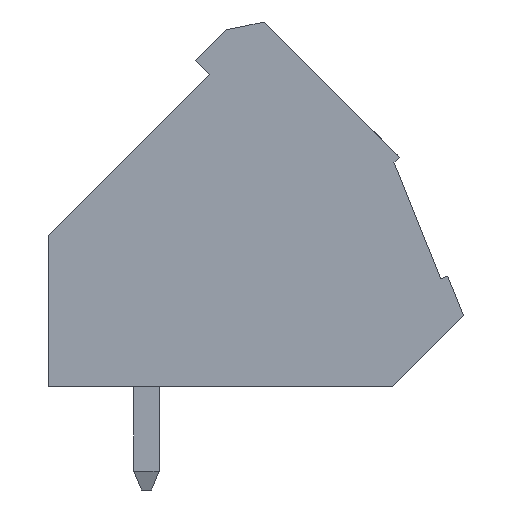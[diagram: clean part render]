
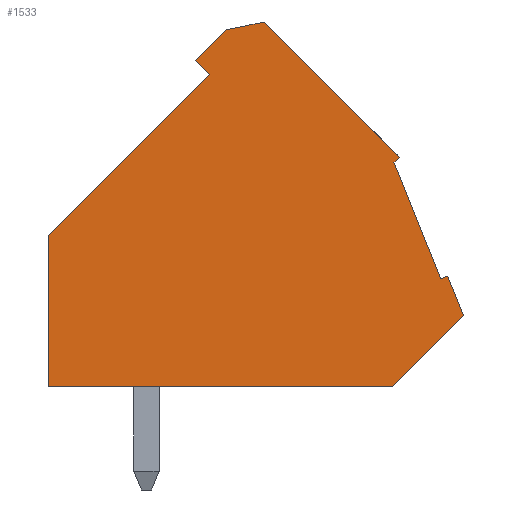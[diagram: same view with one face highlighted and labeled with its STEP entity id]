
A CAD part, left-side view. The second image highlights one B-rep face of the part: STEP entity #1533.
In plain terms, the highlighted planar face has unit normal (-1, 0, 0).
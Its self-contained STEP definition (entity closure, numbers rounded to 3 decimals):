
#1533 = ADVANCED_FACE( '', ( #3354 ), #3355, .F. );
#3354 = FACE_OUTER_BOUND( '', #5510, .T. );
#3355 = PLANE( '', #5511 );
#5510 = EDGE_LOOP( '', ( #9785, #9786, #9787, #9788, #9789, #9790, #9791, #9792, #9793, #9794, #9795, #9796 ) );
#5511 = AXIS2_PLACEMENT_3D( '', #9797, #9798, #9799 );
#9785 = ORIENTED_EDGE( '', *, *, #13796, .F. );
#9786 = ORIENTED_EDGE( '', *, *, #15205, .F. );
#9787 = ORIENTED_EDGE( '', *, *, #14231, .F. );
#9788 = ORIENTED_EDGE( '', *, *, #13718, .F. );
#9789 = ORIENTED_EDGE( '', *, *, #15206, .F. );
#9790 = ORIENTED_EDGE( '', *, *, #15207, .F. );
#9791 = ORIENTED_EDGE( '', *, *, #15208, .F. );
#9792 = ORIENTED_EDGE( '', *, *, #15209, .F. );
#9793 = ORIENTED_EDGE( '', *, *, #15210, .F. );
#9794 = ORIENTED_EDGE( '', *, *, #15211, .F. );
#9795 = ORIENTED_EDGE( '', *, *, #15121, .F. );
#9796 = ORIENTED_EDGE( '', *, *, #14006, .F. );
#9797 = CARTESIAN_POINT( '', ( -41.34, 0., 0. ) );
#9798 = DIRECTION( '', ( 1., 0., 0. ) );
#9799 = DIRECTION( '', ( 0., 0., -1. ) );
#13718 = EDGE_CURVE( '', #16630, #16632, #16633, .T. );
#13796 = EDGE_CURVE( '', #16767, #16769, #16770, .T. );
#14006 = EDGE_CURVE( '', #16769, #17146, #17147, .T. );
#14231 = EDGE_CURVE( '', #16632, #17519, #17520, .T. );
#15121 = EDGE_CURVE( '', #17146, #18900, #18901, .T. );
#15205 = EDGE_CURVE( '', #17519, #16767, #19019, .T. );
#15206 = EDGE_CURVE( '', #19020, #16630, #19021, .T. );
#15207 = EDGE_CURVE( '', #19022, #19020, #19023, .T. );
#15208 = EDGE_CURVE( '', #19024, #19022, #19025, .T. );
#15209 = EDGE_CURVE( '', #19026, #19024, #19027, .T. );
#15210 = EDGE_CURVE( '', #19028, #19026, #19029, .T. );
#15211 = EDGE_CURVE( '', #18900, #19028, #19030, .T. );
#16630 = VERTEX_POINT( '', #20869 );
#16632 = VERTEX_POINT( '', #20872 );
#16633 = LINE( '', #20873, #20874 );
#16767 = VERTEX_POINT( '', #21060 );
#16769 = VERTEX_POINT( '', #21063 );
#16770 = LINE( '', #21064, #21065 );
#17146 = VERTEX_POINT( '', #21615 );
#17147 = LINE( '', #21616, #21617 );
#17519 = VERTEX_POINT( '', #22159 );
#17520 = LINE( '', #22160, #22161 );
#18900 = VERTEX_POINT( '', #24236 );
#18901 = LINE( '', #24237, #24238 );
#19019 = LINE( '', #24437, #24438 );
#19020 = VERTEX_POINT( '', #24439 );
#19021 = LINE( '', #24440, #24441 );
#19022 = VERTEX_POINT( '', #24442 );
#19023 = LINE( '', #24443, #24444 );
#19024 = VERTEX_POINT( '', #24445 );
#19025 = LINE( '', #24446, #24447 );
#19026 = VERTEX_POINT( '', #24448 );
#19027 = LINE( '', #24449, #24450 );
#19028 = VERTEX_POINT( '', #24451 );
#19029 = LINE( '', #24452, #24453 );
#19030 = LINE( '', #24454, #24455 );
#20869 = CARTESIAN_POINT( '', ( -41.34, -6.897, 5.914 ) );
#20872 = CARTESIAN_POINT( '', ( -41.34, -8.752, 1.294 ) );
#20873 = CARTESIAN_POINT( '', ( -41.34, -6.897, 5.914 ) );
#20874 = VECTOR( '', #26379, 1000. );
#21060 = CARTESIAN_POINT( '', ( -41.34, -9.664, -0.172 ) );
#21063 = CARTESIAN_POINT( '', ( -41.34, -6.836, -3. ) );
#21064 = CARTESIAN_POINT( '', ( -41.34, -9.664, -0.172 ) );
#21065 = VECTOR( '', #26466, 1000. );
#21615 = CARTESIAN_POINT( '', ( -41.34, 6.836, -3. ) );
#21616 = CARTESIAN_POINT( '', ( -41.34, -6.836, -3. ) );
#21617 = VECTOR( '', #26668, 1000. );
#22159 = CARTESIAN_POINT( '', ( -41.34, -9.031, 1.406 ) );
#22160 = CARTESIAN_POINT( '', ( -41.34, -8.752, 1.294 ) );
#22161 = VECTOR( '', #26893, 1000. );
#24236 = CARTESIAN_POINT( '', ( -41.34, 6.836, 3. ) );
#24237 = CARTESIAN_POINT( '', ( -41.34, 6.836, -3. ) );
#24238 = VECTOR( '', #27742, 1000. );
#24437 = CARTESIAN_POINT( '', ( -41.34, -9.031, 1.406 ) );
#24438 = VECTOR( '', #27806, 1000. );
#24439 = CARTESIAN_POINT( '', ( -41.34, -7.109, 6.126 ) );
#24440 = CARTESIAN_POINT( '', ( -41.34, -7.109, 6.126 ) );
#24441 = VECTOR( '', #27807, 1000. );
#24442 = CARTESIAN_POINT( '', ( -41.34, -1.735, 11.5 ) );
#24443 = CARTESIAN_POINT( '', ( -41.34, -1.735, 11.5 ) );
#24444 = VECTOR( '', #27808, 1000. );
#24445 = CARTESIAN_POINT( '', ( -41.34, -0.215, 11.182 ) );
#24446 = CARTESIAN_POINT( '', ( -41.34, -0.215, 11.182 ) );
#24447 = VECTOR( '', #27809, 1000. );
#24448 = CARTESIAN_POINT( '', ( -41.34, 0.987, 9.98 ) );
#24449 = CARTESIAN_POINT( '', ( -41.34, 0.987, 9.98 ) );
#24450 = VECTOR( '', #27810, 1000. );
#24451 = CARTESIAN_POINT( '', ( -41.34, 0.422, 9.414 ) );
#24452 = CARTESIAN_POINT( '', ( -41.34, 0.422, 9.414 ) );
#24453 = VECTOR( '', #27811, 1000. );
#24454 = CARTESIAN_POINT( '', ( -41.34, 6.836, 3. ) );
#24455 = VECTOR( '', #27812, 1000. );
#26379 = DIRECTION( '', ( 0., -0.373, -0.928 ) );
#26466 = DIRECTION( '', ( 0., 0.707, -0.707 ) );
#26668 = DIRECTION( '', ( 0., 1., 0. ) );
#26893 = DIRECTION( '', ( 0., -0.928, 0.373 ) );
#27742 = DIRECTION( '', ( 0., 0., 1. ) );
#27806 = DIRECTION( '', ( 0., -0.373, -0.928 ) );
#27807 = DIRECTION( '', ( 0., 0.707, -0.707 ) );
#27808 = DIRECTION( '', ( 0., -0.707, -0.707 ) );
#27809 = DIRECTION( '', ( 0., -0.979, 0.205 ) );
#27810 = DIRECTION( '', ( 0., -0.707, 0.707 ) );
#27811 = DIRECTION( '', ( 0., 0.707, 0.707 ) );
#27812 = DIRECTION( '', ( 0., -0.707, 0.707 ) );
